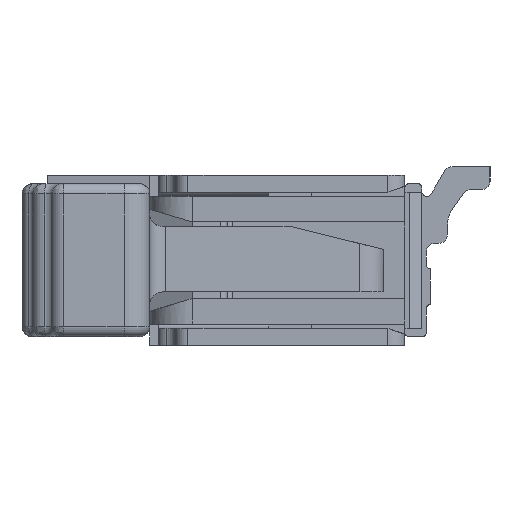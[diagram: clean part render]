
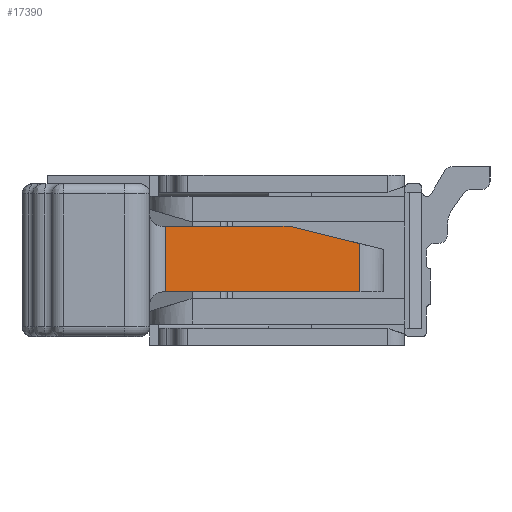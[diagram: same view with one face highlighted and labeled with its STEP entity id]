
A CAD part, left-side view. The second image highlights one B-rep face of the part: STEP entity #17390.
In plain terms, the highlighted planar face has unit normal (-0.997, -0.072, 0).
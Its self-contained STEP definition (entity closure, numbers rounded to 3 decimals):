
#12696=DIRECTION('',(0.,0.,1.));
#12697=VECTOR('',#12696,0.77);
#12698=CARTESIAN_POINT('',(945.44,40.898,
-0.373));
#12699=LINE('',#12698,#12697);
#12700=DIRECTION('',(0.,0.,1.));
#12701=VECTOR('',#12700,0.568);
#12702=CARTESIAN_POINT('',(945.606,38.612,
-0.373));
#12703=LINE('',#12702,#12701);
#12712=DIRECTION('',(-0.07,0.969,0.238));
#12713=VECTOR('',#12712,0.848);
#12714=CARTESIAN_POINT('',(945.606,38.612,
0.196));
#12715=LINE('',#12714,#12713);
#12734=DIRECTION('',(-0.073,0.997,0.));
#12735=VECTOR('',#12734,1.468);
#12736=CARTESIAN_POINT('',(945.547,39.434,
0.397));
#12737=LINE('',#12736,#12735);
#12853=DIRECTION('',(0.073,-0.997,0.));
#12854=VECTOR('',#12853,2.292);
#12855=CARTESIAN_POINT('',(945.44,40.898,
-0.373));
#12856=LINE('',#12855,#12854);
#15330=CARTESIAN_POINT('',(945.44,40.898,
-0.373));
#15331=CARTESIAN_POINT('',(945.44,40.898,
0.397));
#15332=VERTEX_POINT('',#15330);
#15333=VERTEX_POINT('',#15331);
#15338=CARTESIAN_POINT('',(945.606,38.612,
0.196));
#15339=CARTESIAN_POINT('',(945.547,39.434,
0.397));
#15340=VERTEX_POINT('',#15338);
#15341=VERTEX_POINT('',#15339);
#15346=CARTESIAN_POINT('',(945.606,38.612,
-0.373));
#15347=VERTEX_POINT('',#15346);
#17374=CARTESIAN_POINT('',(945.523,39.755,
0.012));
#17375=DIRECTION('',(0.997,0.073,0.));
#17376=DIRECTION('',(-0.073,0.997,0.));
#17377=AXIS2_PLACEMENT_3D('',#17374,#17375,#17376);
#17378=PLANE('',#17377);
#17380=ORIENTED_EDGE('',*,*,#17379,.F.);
#17382=ORIENTED_EDGE('',*,*,#17381,.F.);
#17383=ORIENTED_EDGE('',*,*,#17360,.T.);
#17385=ORIENTED_EDGE('',*,*,#17384,.F.);
#17387=ORIENTED_EDGE('',*,*,#17386,.F.);
#17388=EDGE_LOOP('',(#17380,#17382,#17383,#17385,#17387));
#17389=FACE_OUTER_BOUND('',#17388,.F.);
#17360=EDGE_CURVE('',#15332,#15333,#12699,.T.);
#17379=EDGE_CURVE('',#15347,#15340,#12703,.T.);
#17381=EDGE_CURVE('',#15332,#15347,#12856,.T.);
#17384=EDGE_CURVE('',#15341,#15333,#12737,.T.);
#17386=EDGE_CURVE('',#15340,#15341,#12715,.T.);
#17390=ADVANCED_FACE('',(#17389),#17378,.F.);
